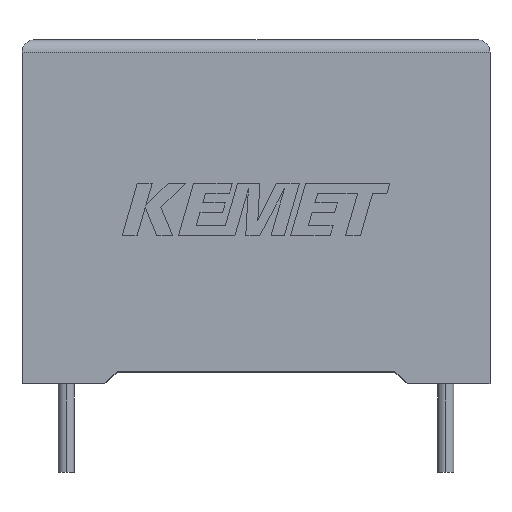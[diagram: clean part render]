
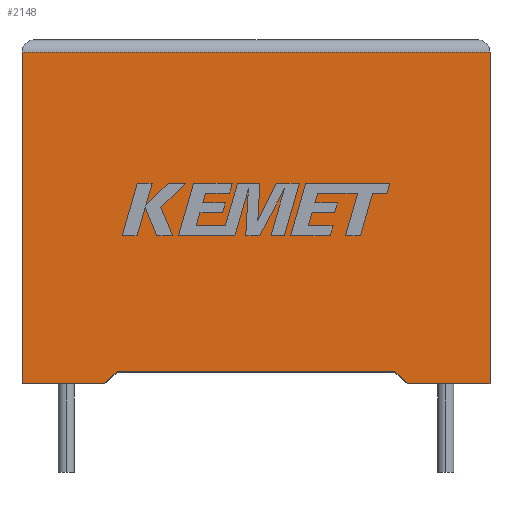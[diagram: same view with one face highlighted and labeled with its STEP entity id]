
A CAD part, top view. The second image highlights one B-rep face of the part: STEP entity #2148.
In plain terms, the highlighted planar face has unit normal (0, 0, 1).
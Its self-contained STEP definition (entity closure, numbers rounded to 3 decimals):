
#7 = CARTESIAN_POINT ( 'NONE',  ( 0., 0., 7.7 ) ) ;
#33 = EDGE_CURVE ( 'NONE', #2882, #133, #1123, .T. ) ;
#48 = EDGE_CURVE ( 'NONE', #1665, #2100, #2860, .T. ) ;
#67 = VECTOR ( 'NONE', #2788, 1000. ) ;
#125 = ORIENTED_EDGE ( 'NONE', *, *, #2852, .T. ) ;
#133 = VERTEX_POINT ( 'NONE', #1190 ) ;
#228 = VECTOR ( 'NONE', #2577, 1000. ) ;
#262 = DIRECTION ( 'NONE',  ( -0.739, -0.674, 0. ) ) ;
#267 = CARTESIAN_POINT ( 'NONE',  ( 3.764, 0.469, 7.7 ) ) ;
#282 = CARTESIAN_POINT ( 'NONE',  ( 18.5, 13.1, 7.7 ) ) ;
#290 = DIRECTION ( 'NONE',  ( -1., 0., 0. ) ) ;
#316 = ORIENTED_EDGE ( 'NONE', *, *, #1726, .T. ) ;
#354 = EDGE_CURVE ( 'NONE', #941, #2390, #458, .T. ) ;
#441 = VECTOR ( 'NONE', #2820, 1000. ) ;
#458 = LINE ( 'NONE', #2840, #2532 ) ;
#503 = CARTESIAN_POINT ( 'NONE',  ( 0., 13.1, 7.7 ) ) ;
#622 = DIRECTION ( 'NONE',  ( 1., 0., 0. ) ) ;
#728 = ORIENTED_EDGE ( 'NONE', *, *, #354, .F. ) ;
#799 = VECTOR ( 'NONE', #290, 1000. ) ;
#827 = EDGE_CURVE ( 'NONE', #2427, #941, #2183, .T. ) ;
#921 = LINE ( 'NONE', #2836, #228 ) ;
#941 = VERTEX_POINT ( 'NONE', #267 ) ;
#1085 = VERTEX_POINT ( 'NONE', #282 ) ;
#1103 = ORIENTED_EDGE ( 'NONE', *, *, #48, .T. ) ;
#1113 = CARTESIAN_POINT ( 'NONE',  ( 0., 0., 7.7 ) ) ;
#1123 = LINE ( 'NONE', #2838, #67 ) ;
#1147 = DIRECTION ( 'NONE',  ( 0., 1., 0. ) ) ;
#1190 = CARTESIAN_POINT ( 'NONE',  ( 18.5, 0., 7.7 ) ) ;
#1316 = ORIENTED_EDGE ( 'NONE', *, *, #2936, .T. ) ;
#1331 = DIRECTION ( 'NONE',  ( 0., 0., -1. ) ) ;
#1425 = CARTESIAN_POINT ( 'NONE',  ( 15.25, 0., 7.7 ) ) ;
#1442 = VECTOR ( 'NONE', #1679, 1000. ) ;
#1464 = LINE ( 'NONE', #2431, #799 ) ;
#1532 = ORIENTED_EDGE ( 'NONE', *, *, #827, .F. ) ;
#1597 = CARTESIAN_POINT ( 'NONE',  ( 0., 0., 7.7 ) ) ;
#1665 = VERTEX_POINT ( 'NONE', #503 ) ;
#1679 = DIRECTION ( 'NONE',  ( -1., 0., 0. ) ) ;
#1726 = EDGE_CURVE ( 'NONE', #2100, #2390, #2331, .T. ) ;
#1785 = ORIENTED_EDGE ( 'NONE', *, *, #2480, .T. ) ;
#1787 = PLANE ( 'NONE',  #2174 ) ;
#1801 = CARTESIAN_POINT ( 'NONE',  ( 3.25, 0., 7.7 ) ) ;
#1889 = CARTESIAN_POINT ( 'NONE',  ( 9.25, 0.469, 7.7 ) ) ;
#1964 = VECTOR ( 'NONE', #622, 1000. ) ;
#1969 = VECTOR ( 'NONE', #1147, 1000. ) ;
#2009 = LINE ( 'NONE', #2565, #1969 ) ;
#2100 = VERTEX_POINT ( 'NONE', #1113 ) ;
#2127 = ORIENTED_EDGE ( 'NONE', *, *, #33, .T. ) ;
#2148 = ADVANCED_FACE ( 'NONE', ( #2957 ), #1787, .F. ) ;
#2174 = AXIS2_PLACEMENT_3D ( 'NONE', #2520, #1331, #2735 ) ;
#2183 = LINE ( 'NONE', #1889, #1442 ) ;
#2331 = LINE ( 'NONE', #1597, #1964 ) ;
#2390 = VERTEX_POINT ( 'NONE', #1801 ) ;
#2427 = VERTEX_POINT ( 'NONE', #2759 ) ;
#2431 = CARTESIAN_POINT ( 'NONE',  ( 0., 13.1, 7.7 ) ) ;
#2480 = EDGE_CURVE ( 'NONE', #133, #1085, #2009, .T. ) ;
#2520 = CARTESIAN_POINT ( 'NONE',  ( 0., 0., 7.7 ) ) ;
#2532 = VECTOR ( 'NONE', #262, 1000. ) ;
#2565 = CARTESIAN_POINT ( 'NONE',  ( 18.5, 0., 7.7 ) ) ;
#2577 = DIRECTION ( 'NONE',  ( 0.739, -0.674, 0. ) ) ;
#2664 = EDGE_LOOP ( 'NONE', ( #1785, #1316, #1103, #316, #728, #1532, #125, #2127 ) ) ;
#2735 = DIRECTION ( 'NONE',  ( -1., 0., 0. ) ) ;
#2759 = CARTESIAN_POINT ( 'NONE',  ( 14.736, 0.469, 7.7 ) ) ;
#2788 = DIRECTION ( 'NONE',  ( 1., 0., 0. ) ) ;
#2820 = DIRECTION ( 'NONE',  ( 0., -1., 0. ) ) ;
#2836 = CARTESIAN_POINT ( 'NONE',  ( 15.25, 0., 7.7 ) ) ;
#2838 = CARTESIAN_POINT ( 'NONE',  ( 0., 0., 7.7 ) ) ;
#2840 = CARTESIAN_POINT ( 'NONE',  ( 3.25, 0., 7.7 ) ) ;
#2852 = EDGE_CURVE ( 'NONE', #2427, #2882, #921, .T. ) ;
#2860 = LINE ( 'NONE', #7, #441 ) ;
#2882 = VERTEX_POINT ( 'NONE', #1425 ) ;
#2936 = EDGE_CURVE ( 'NONE', #1085, #1665, #1464, .T. ) ;
#2957 = FACE_OUTER_BOUND ( 'NONE', #2664, .T. ) ;
